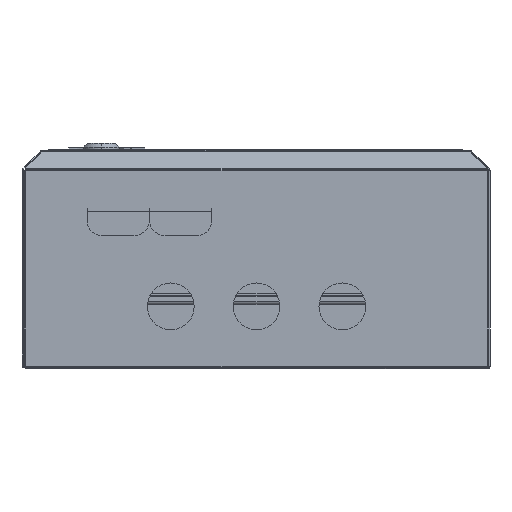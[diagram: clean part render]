
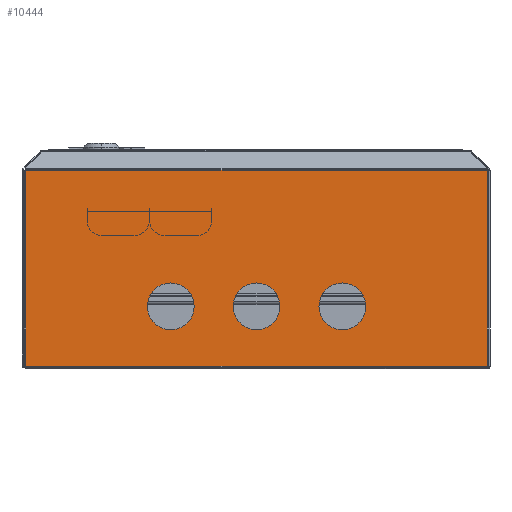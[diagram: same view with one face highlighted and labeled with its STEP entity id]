
A CAD part, front view. The second image highlights one B-rep face of the part: STEP entity #10444.
In plain terms, the highlighted planar face has unit normal (0, -1, 0).
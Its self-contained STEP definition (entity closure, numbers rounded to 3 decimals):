
#586 = DIRECTION ( 'NONE',  ( 0., -1., 0. ) ) ;
#630 = CARTESIAN_POINT ( 'NONE',  ( -204.65, 0., 38.3 ) ) ;
#637 = DIRECTION ( 'NONE',  ( 0., 0., -1. ) ) ;
#698 = CARTESIAN_POINT ( 'NONE',  ( -149.65, 0., 38.3 ) ) ;
#845 = DIRECTION ( 'NONE',  ( -1., 0., 0. ) ) ;
#1461 = CARTESIAN_POINT ( 'NONE',  ( 0., 0., 125.4 ) ) ;
#2047 = VERTEX_POINT ( 'NONE', #16960 ) ;
#2168 = CARTESIAN_POINT ( 'NONE',  ( 0., 0., 125.4 ) ) ;
#2210 = DIRECTION ( 'NONE',  ( 1., 0., 0. ) ) ;
#2345 = CIRCLE ( 'NONE', #14969, 15. ) ;
#2941 = CARTESIAN_POINT ( 'NONE',  ( -79.65, 0., 38.3 ) ) ;
#2945 = AXIS2_PLACEMENT_3D ( 'NONE', #630, #20469, #3443 ) ;
#3443 = DIRECTION ( 'NONE',  ( -1., 0., 0. ) ) ;
#3503 = DIRECTION ( 'NONE',  ( 1., 0., 0. ) ) ;
#3625 = CARTESIAN_POINT ( 'NONE',  ( -189.65, 0., 38.3 ) ) ;
#4290 = DIRECTION ( 'NONE',  ( -1., 0., 0. ) ) ;
#4538 = CARTESIAN_POINT ( 'NONE',  ( -219.65, 0., 38.3 ) ) ;
#4890 = VERTEX_POINT ( 'NONE', #4538 ) ;
#5156 = DIRECTION ( 'NONE',  ( 1., 0., 0. ) ) ;
#5880 = VERTEX_POINT ( 'NONE', #8233 ) ;
#7737 = CARTESIAN_POINT ( 'NONE',  ( -1.7, 0., 125.4 ) ) ;
#7772 = CIRCLE ( 'NONE', #2945, 15. ) ;
#8233 = CARTESIAN_POINT ( 'NONE',  ( -109.65, 0., 38.3 ) ) ;
#8253 = ORIENTED_EDGE ( 'NONE', *, *, #28500, .F. ) ;
#8602 = AXIS2_PLACEMENT_3D ( 'NONE', #30190, #13253, #33059 ) ;
#8623 = EDGE_CURVE ( 'NONE', #5880, #26885, #13603, .T. ) ;
#9092 = CIRCLE ( 'NONE', #9905, 15. ) ;
#9620 = EDGE_CURVE ( 'NONE', #15375, #4890, #7772, .T. ) ;
#9905 = AXIS2_PLACEMENT_3D ( 'NONE', #36187, #19246, #2210 ) ;
#9948 = EDGE_CURVE ( 'NONE', #20623, #2047, #9092, .T. ) ;
#9987 = AXIS2_PLACEMENT_3D ( 'NONE', #28286, #11325, #31126 ) ;
#10152 = EDGE_CURVE ( 'NONE', #36024, #32798, #18485, .T. ) ;
#10444 = ADVANCED_FACE ( 'NONE', ( #24618, #30401, #35259, #27723 ), #19329, .T. ) ;
#10602 = DIRECTION ( 'NONE',  ( 0., 0., -1. ) ) ;
#10717 = ORIENTED_EDGE ( 'NONE', *, *, #30775, .F. ) ;
#10747 = EDGE_LOOP ( 'NONE', ( #34442, #11220 ) ) ;
#11128 = VECTOR ( 'NONE', #10602, 1000. ) ;
#11213 = EDGE_LOOP ( 'NONE', ( #30263, #10717 ) ) ;
#11220 = ORIENTED_EDGE ( 'NONE', *, *, #8623, .F. ) ;
#11325 = DIRECTION ( 'NONE',  ( 0., -1., 0. ) ) ;
#12314 = AXIS2_PLACEMENT_3D ( 'NONE', #2168, #22161, #5156 ) ;
#12745 = VECTOR ( 'NONE', #845, 1000. ) ;
#12996 = EDGE_LOOP ( 'NONE', ( #20430, #20164 ) ) ;
#13253 = DIRECTION ( 'NONE',  ( 0., -1., 0. ) ) ;
#13350 = VECTOR ( 'NONE', #4290, 1000. ) ;
#13603 = CIRCLE ( 'NONE', #21226, 15. ) ;
#14861 = CARTESIAN_POINT ( 'NONE',  ( -134.65, 0., 38.3 ) ) ;
#14969 = AXIS2_PLACEMENT_3D ( 'NONE', #698, #20541, #3503 ) ;
#15375 = VERTEX_POINT ( 'NONE', #3625 ) ;
#15430 = VERTEX_POINT ( 'NONE', #29691 ) ;
#16960 = CARTESIAN_POINT ( 'NONE',  ( -164.65, 0., 38.3 ) ) ;
#17584 = CARTESIAN_POINT ( 'NONE',  ( -94.65, 0., 38.3 ) ) ;
#17637 = CARTESIAN_POINT ( 'NONE',  ( -297.6, 0., 125.4 ) ) ;
#18373 = CIRCLE ( 'NONE', #9987, 15. ) ;
#18479 = EDGE_CURVE ( 'NONE', #15430, #36024, #29330, .T. ) ;
#18485 = LINE ( 'NONE', #17637, #31768 ) ;
#19246 = DIRECTION ( 'NONE',  ( 0., -1., 0. ) ) ;
#19329 = PLANE ( 'NONE',  #12314 ) ;
#20164 = ORIENTED_EDGE ( 'NONE', *, *, #21567, .F. ) ;
#20414 = DIRECTION ( 'NONE',  ( 1., 0., 0. ) ) ;
#20430 = ORIENTED_EDGE ( 'NONE', *, *, #9620, .F. ) ;
#20469 = DIRECTION ( 'NONE',  ( 0., -1., 0. ) ) ;
#20541 = DIRECTION ( 'NONE',  ( 0., -1., 0. ) ) ;
#20623 = VERTEX_POINT ( 'NONE', #14861 ) ;
#21226 = AXIS2_PLACEMENT_3D ( 'NONE', #17584, #586, #20414 ) ;
#21567 = EDGE_CURVE ( 'NONE', #4890, #15375, #18373, .T. ) ;
#22161 = DIRECTION ( 'NONE',  ( 0., -1., 0. ) ) ;
#22474 = ORIENTED_EDGE ( 'NONE', *, *, #32876, .F. ) ;
#24338 = EDGE_CURVE ( 'NONE', #26885, #5880, #26161, .T. ) ;
#24618 = FACE_BOUND ( 'NONE', #12996, .T. ) ;
#26039 = CARTESIAN_POINT ( 'NONE',  ( -297.6, 0., 125.4 ) ) ;
#26161 = CIRCLE ( 'NONE', #8602, 15. ) ;
#26224 = EDGE_LOOP ( 'NONE', ( #8253, #22474, #27700, #30208 ) ) ;
#26391 = CARTESIAN_POINT ( 'NONE',  ( 0., 0., 0. ) ) ;
#26758 = VERTEX_POINT ( 'NONE', #33729 ) ;
#26885 = VERTEX_POINT ( 'NONE', #2941 ) ;
#27700 = ORIENTED_EDGE ( 'NONE', *, *, #18479, .T. ) ;
#27723 = FACE_OUTER_BOUND ( 'NONE', #26224, .T. ) ;
#27767 = LINE ( 'NONE', #26391, #12745 ) ;
#28286 = CARTESIAN_POINT ( 'NONE',  ( -204.65, 0., 38.3 ) ) ;
#28500 = EDGE_CURVE ( 'NONE', #26758, #32798, #27767, .T. ) ;
#29330 = LINE ( 'NONE', #1461, #13350 ) ;
#29691 = CARTESIAN_POINT ( 'NONE',  ( -1.7, 0., 125.4 ) ) ;
#30190 = CARTESIAN_POINT ( 'NONE',  ( -94.65, 0., 38.3 ) ) ;
#30208 = ORIENTED_EDGE ( 'NONE', *, *, #10152, .T. ) ;
#30263 = ORIENTED_EDGE ( 'NONE', *, *, #9948, .F. ) ;
#30401 = FACE_BOUND ( 'NONE', #10747, .T. ) ;
#30775 = EDGE_CURVE ( 'NONE', #2047, #20623, #2345, .T. ) ;
#31126 = DIRECTION ( 'NONE',  ( -1., 0., 0. ) ) ;
#31768 = VECTOR ( 'NONE', #637, 1000. ) ;
#32798 = VERTEX_POINT ( 'NONE', #32906 ) ;
#32876 = EDGE_CURVE ( 'NONE', #15430, #26758, #33730, .T. ) ;
#32906 = CARTESIAN_POINT ( 'NONE',  ( -297.6, 0., 0. ) ) ;
#33059 = DIRECTION ( 'NONE',  ( 1., 0., 0. ) ) ;
#33729 = CARTESIAN_POINT ( 'NONE',  ( -1.7, 0., 0. ) ) ;
#33730 = LINE ( 'NONE', #7737, #11128 ) ;
#34442 = ORIENTED_EDGE ( 'NONE', *, *, #24338, .F. ) ;
#35259 = FACE_BOUND ( 'NONE', #11213, .T. ) ;
#36024 = VERTEX_POINT ( 'NONE', #26039 ) ;
#36187 = CARTESIAN_POINT ( 'NONE',  ( -149.65, 0., 38.3 ) ) ;
